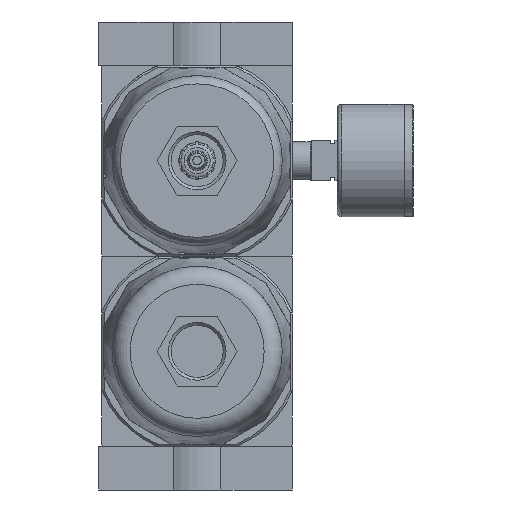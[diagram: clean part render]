
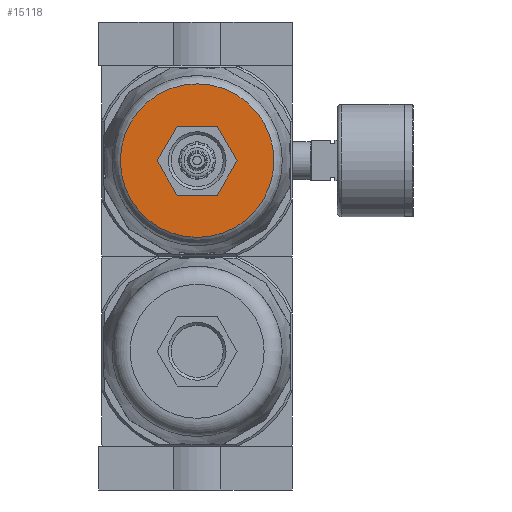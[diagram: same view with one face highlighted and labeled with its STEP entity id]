
A CAD part, front view. The second image highlights one B-rep face of the part: STEP entity #15118.
In plain terms, the highlighted planar face has unit normal (0, -1, 0).
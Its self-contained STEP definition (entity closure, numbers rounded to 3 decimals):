
#1258=CIRCLE('',#20832,26.576);
#3695=ORIENTED_EDGE('',*,*,#6908,.T.);
#3696=ORIENTED_EDGE('',*,*,#7057,.T.);
#3697=ORIENTED_EDGE('',*,*,#7072,.T.);
#3698=ORIENTED_EDGE('',*,*,#7069,.T.);
#3699=ORIENTED_EDGE('',*,*,#7066,.T.);
#3700=ORIENTED_EDGE('',*,*,#7063,.T.);
#3701=ORIENTED_EDGE('',*,*,#7060,.T.);
#6908=EDGE_CURVE('',#8869,#8869,#1258,.F.);
#7057=EDGE_CURVE('',#8952,#8951,#10228,.T.);
#7060=EDGE_CURVE('',#8954,#8952,#10231,.T.);
#7063=EDGE_CURVE('',#8956,#8954,#10234,.T.);
#7066=EDGE_CURVE('',#8958,#8956,#10237,.T.);
#7069=EDGE_CURVE('',#8960,#8958,#10240,.T.);
#7072=EDGE_CURVE('',#8951,#8960,#10243,.T.);
#8869=VERTEX_POINT('',#28501);
#8951=VERTEX_POINT('',#29005);
#8952=VERTEX_POINT('',#29007);
#8954=VERTEX_POINT('',#29013);
#8956=VERTEX_POINT('',#29019);
#8958=VERTEX_POINT('',#29025);
#8960=VERTEX_POINT('',#29031);
#10228=LINE('',#29006,#11254);
#10231=LINE('',#29012,#11257);
#10234=LINE('',#29018,#11260);
#10237=LINE('',#29024,#11263);
#10240=LINE('',#29030,#11266);
#10243=LINE('',#29035,#11269);
#11254=VECTOR('',#23891,1000.);
#11257=VECTOR('',#23896,1000.);
#11260=VECTOR('',#23901,1000.);
#11263=VECTOR('',#23906,1000.);
#11266=VECTOR('',#23911,1000.);
#11269=VECTOR('',#23916,1000.);
#12375=EDGE_LOOP('',(#3695));
#12376=EDGE_LOOP('',(#3696,#3697,#3698,#3699,#3700,#3701));
#13570=FACE_BOUND('',#12375,.T.);
#13571=FACE_BOUND('',#12376,.T.);
#14434=PLANE('',#20929);
#15118=ADVANCED_FACE('',(#13570,#13571),#14434,.F.);
#20832=AXIS2_PLACEMENT_3D('',#28500,#23635,#23636);
#20929=AXIS2_PLACEMENT_3D('',#29036,#23917,#23918);
#23635=DIRECTION('',(0.,1.,0.));
#23636=DIRECTION('',(0.,0.,1.));
#23891=DIRECTION('',(0.,0.,1.));
#23896=DIRECTION('',(-0.866,0.,0.5));
#23901=DIRECTION('',(-0.866,0.,-0.5));
#23906=DIRECTION('',(0.,0.,-1.));
#23911=DIRECTION('',(0.866,0.,-0.5));
#23916=DIRECTION('',(0.866,0.,0.5));
#23917=DIRECTION('',(0.,1.,0.));
#23918=DIRECTION('',(0.,0.,1.));
#28500=CARTESIAN_POINT('',(0.,-164.,0.));
#28501=CARTESIAN_POINT('',(0.,-164.,26.576));
#29005=CARTESIAN_POINT('',(-12.,-164.,6.928));
#29006=CARTESIAN_POINT('',(-12.,-164.,-6.928));
#29007=CARTESIAN_POINT('',(-12.,-164.,-6.928));
#29012=CARTESIAN_POINT('',(0.,-164.,-13.856));
#29013=CARTESIAN_POINT('',(0.,-164.,-13.856));
#29018=CARTESIAN_POINT('',(12.,-164.,-6.928));
#29019=CARTESIAN_POINT('',(12.,-164.,-6.928));
#29024=CARTESIAN_POINT('',(12.,-164.,6.928));
#29025=CARTESIAN_POINT('',(12.,-164.,6.928));
#29030=CARTESIAN_POINT('',(0.,-164.,13.856));
#29031=CARTESIAN_POINT('',(0.,-164.,13.856));
#29035=CARTESIAN_POINT('',(-12.,-164.,6.928));
#29036=CARTESIAN_POINT('',(0.,-164.,0.));
